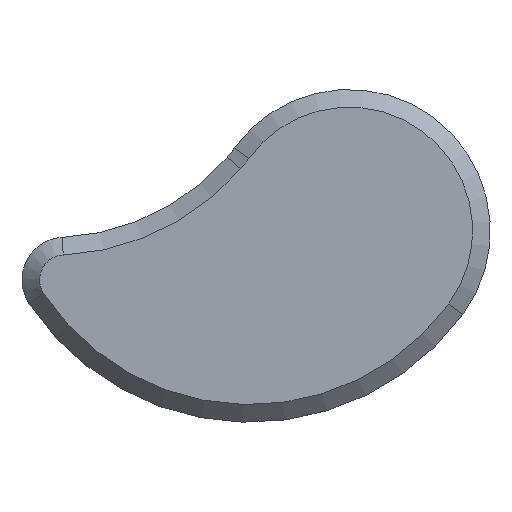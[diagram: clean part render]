
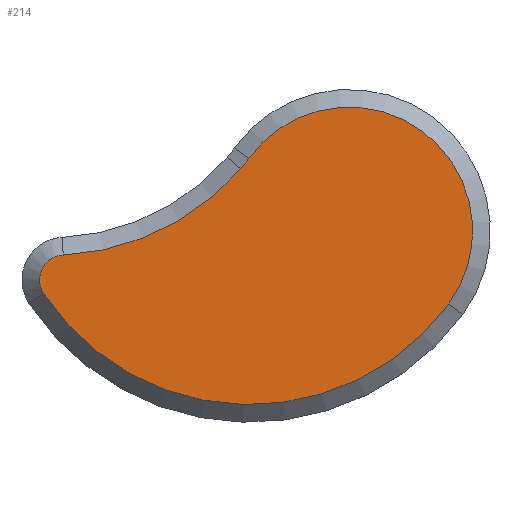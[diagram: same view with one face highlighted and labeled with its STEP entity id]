
A CAD part, front view. The second image highlights one B-rep face of the part: STEP entity #214.
In plain terms, the highlighted planar face has unit normal (0, -1, 0).
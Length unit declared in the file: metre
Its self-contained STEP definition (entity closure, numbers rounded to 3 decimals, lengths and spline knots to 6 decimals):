
#26=PLANE('',#248);
#35=CIRCLE('',#249,0.007054);
#36=CIRCLE('',#250,0.0007);
#37=CIRCLE('',#251,0.006983);
#38=CIRCLE('',#252,0.0035);
#39=CIRCLE('',#253,0.0045);
#59=ORIENTED_EDGE('',*,*,#114,.T.);
#60=ORIENTED_EDGE('',*,*,#115,.T.);
#61=ORIENTED_EDGE('',*,*,#116,.T.);
#62=ORIENTED_EDGE('',*,*,#117,.T.);
#63=ORIENTED_EDGE('',*,*,#118,.T.);
#114=EDGE_CURVE('',#141,#142,#35,.F.);
#115=EDGE_CURVE('',#142,#143,#36,.T.);
#116=EDGE_CURVE('',#143,#144,#37,.T.);
#117=EDGE_CURVE('',#144,#145,#38,.T.);
#118=EDGE_CURVE('',#145,#141,#39,.F.);
#141=VERTEX_POINT('',#377);
#142=VERTEX_POINT('',#378);
#143=VERTEX_POINT('',#380);
#144=VERTEX_POINT('',#382);
#145=VERTEX_POINT('',#384);
#172=EDGE_LOOP('',(#59,#60,#61,#62,#63));
#190=FACE_BOUND('',#172,.T.);
#214=ADVANCED_FACE('',(#190),#26,.T.);
#248=AXIS2_PLACEMENT_3D('',#375,#297,#298);
#249=AXIS2_PLACEMENT_3D('',#376,#299,#300);
#250=AXIS2_PLACEMENT_3D('',#379,#301,#302);
#251=AXIS2_PLACEMENT_3D('',#381,#303,#304);
#252=AXIS2_PLACEMENT_3D('',#383,#305,#306);
#253=AXIS2_PLACEMENT_3D('',#385,#307,#308);
#297=DIRECTION('',(0.,-1.,0.));
#298=DIRECTION('',(1.,0.,0.));
#299=DIRECTION('',(0.,-1.,0.));
#300=DIRECTION('',(0.,0.,-1.));
#301=DIRECTION('',(0.,-1.,0.));
#302=DIRECTION('',(0.,0.,-1.));
#303=DIRECTION('',(0.,-1.,0.));
#304=DIRECTION('',(0.,0.,-1.));
#305=DIRECTION('',(0.,-1.,0.));
#306=DIRECTION('',(0.,0.,-1.));
#307=DIRECTION('',(0.,-1.,0.));
#308=DIRECTION('',(0.,0.,-1.));
#375=CARTESIAN_POINT('',(-0.003,-0.004,-0.00071));
#376=CARTESIAN_POINT('',(-0.008414,-0.004,0.00636));
#377=CARTESIAN_POINT('',(-0.003072,-0.004,0.001753));
#378=CARTESIAN_POINT('',(-0.008091,-0.004,-0.000687));
#379=CARTESIAN_POINT('',(-0.008059,-0.004,-0.001387));
#380=CARTESIAN_POINT('',(-0.008644,-0.004,-0.001771));
#381=CARTESIAN_POINT('',(-0.002807,-0.004,0.002063));
#382=CARTESIAN_POINT('',(0.00282,-0.004,-0.002073));
#383=CARTESIAN_POINT('',(0.,-0.004,0.));
#384=CARTESIAN_POINT('',(-0.002835,-0.004,0.002053));
#385=CARTESIAN_POINT('',(-0.00648,-0.004,0.004692));
